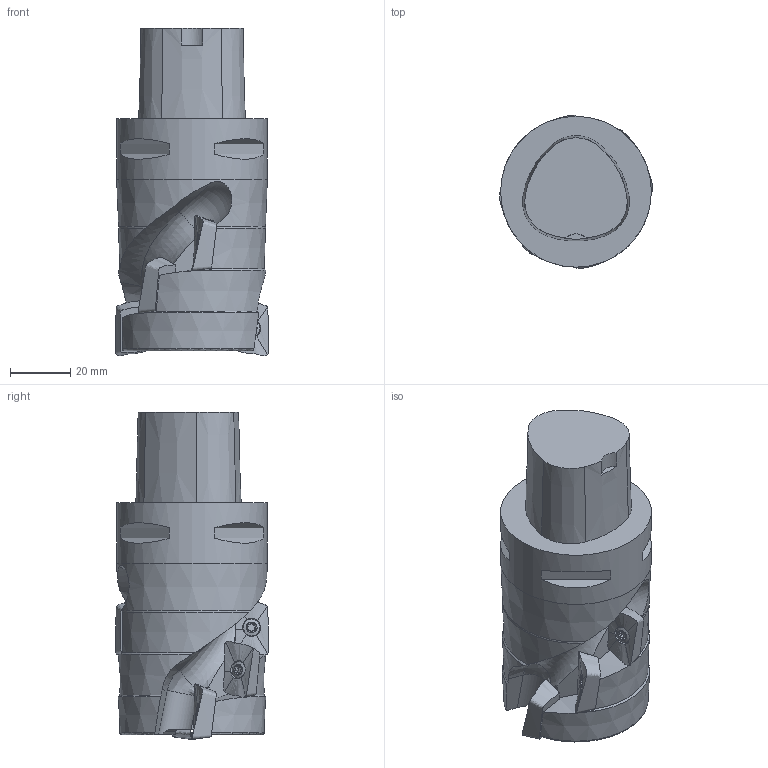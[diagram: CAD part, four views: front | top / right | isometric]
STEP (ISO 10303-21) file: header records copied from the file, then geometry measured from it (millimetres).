
FILE_DESCRIPTION(/* description */ (''),/* implementation_level */ '2;1');
FILE_NAME(/* name */ '1589281209527.stp',/* time_stamp */ '2020-05-12T16:30:50+05:00',/* author */ (''),/* organization */ ('SMS'),/* preprocessor_version */ 'ST-DEVELOPER v16.7',/* originating_system */ 'SIEMENS PLM Software NX 12.0',/* authorisation */ '');
FILE_SCHEMA (('AUTOMOTIVE_DESIGN { 1 0 10303 214 3 1 1 1 }'));
Length unit declared in the file: millimetre
Products named in the file (4): ASSEMBLY_CONSTRUCTION; 202613866mod000_01; 202988643mod000_00; 202988665mod000_00
Assembly tree (8 placements, depth 2):
  202988665mod000_00
    202988643mod000_00
    202613866mod000_01  x6
    ASSEMBLY_CONSTRUCTION
Bounding box: 50.79 x 50.78 x 108.56 mm (x, y, z)
Volume: 151333.1 mm3; surface area: 24885.9 mm2
Topology: 7 solids, 7 shells, 275 faces, 726 edges, 505 vertices
Faces by surface type: extrusion 72, bspline 58, plane 50, cone 39, torus 30, cylinder 22, revolution 4
Full cylindrical faces by diameter (mm): 3.5 x6, 4.15 x6, 5.5 x6, 50 x1
Entity records: 20239 total; most frequent: CARTESIAN_POINT 14621, DIRECTION 1140, ORIENTED_EDGE 1064, EDGE_CURVE 532, AXIS2_PLACEMENT_3D 481, VERTEX_POINT 381, EDGE_LOOP 287, ELLIPSE 240
